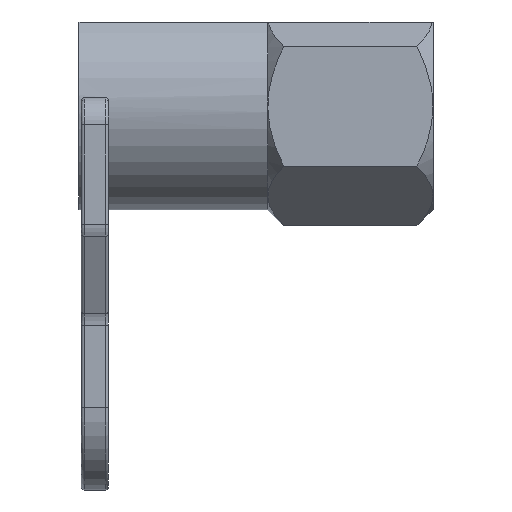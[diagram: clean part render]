
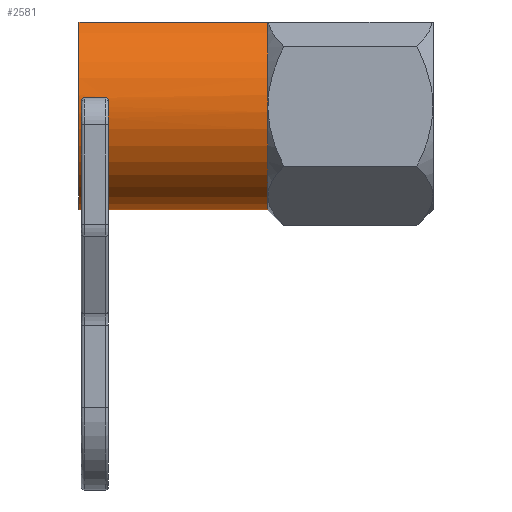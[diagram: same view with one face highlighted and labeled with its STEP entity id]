
A CAD part, left-side view. The second image highlights one B-rep face of the part: STEP entity #2581.
In plain terms, the highlighted cylindrical face has radius 17.537 mm (diameter 35.074 mm), a partial arc.
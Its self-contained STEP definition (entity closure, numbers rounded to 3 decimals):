
#325 = VERTEX_POINT ( 'NONE', #597 ) ;
#326 = ORIENTED_EDGE ( 'NONE', *, *, #327, .T. ) ;
#327 = EDGE_CURVE ( 'NONE', #325, #328, #1160, .T. ) ;
#328 = VERTEX_POINT ( 'NONE', #1159 ) ;
#329 = ORIENTED_EDGE ( 'NONE', *, *, #330, .T. ) ;
#330 = EDGE_CURVE ( 'NONE', #328, #2560, #1158, .T. ) ;
#331 = EDGE_LOOP ( 'NONE', ( #332, #336, #339, #342 ) ) ;
#332 = ORIENTED_EDGE ( 'NONE', *, *, #333, .F. ) ;
#333 = EDGE_CURVE ( 'NONE', #334, #335, #1147, .T. ) ;
#334 = VERTEX_POINT ( 'NONE', #1142 ) ;
#335 = VERTEX_POINT ( 'NONE', #1141 ) ;
#336 = ORIENTED_EDGE ( 'NONE', *, *, #337, .T. ) ;
#337 = EDGE_CURVE ( 'NONE', #334, #338, #1140, .T. ) ;
#338 = VERTEX_POINT ( 'NONE', #1136 ) ;
#339 = ORIENTED_EDGE ( 'NONE', *, *, #340, .T. ) ;
#340 = EDGE_CURVE ( 'NONE', #338, #341, #1135, .T. ) ;
#341 = VERTEX_POINT ( 'NONE', #1189 ) ;
#342 = ORIENTED_EDGE ( 'NONE', *, *, #343, .T. ) ;
#343 = EDGE_CURVE ( 'NONE', #341, #335, #1188, .T. ) ;
#597 = CARTESIAN_POINT ( 'NONE',  ( -17.473, 55.5, 1.5 ) ) ;
#1134 = AXIS2_PLACEMENT_3D ( 'NONE', #1192, #1191, #1190 ) ;
#1135 = CIRCLE ( 'NONE', #1134, 17.537 ) ;
#1136 = CARTESIAN_POINT ( 'NONE',  ( 0., 28., -17.537 ) ) ;
#1137 = DIRECTION ( 'NONE',  ( 0., -1., 0. ) ) ;
#1138 = VECTOR ( 'NONE', #1137, 1000. ) ;
#1139 = CARTESIAN_POINT ( 'NONE',  ( 0., 60., -17.537 ) ) ;
#1140 = LINE ( 'NONE', #1139, #1138 ) ;
#1141 = CARTESIAN_POINT ( 'NONE',  ( -10.133, 60., 14.313 ) ) ;
#1142 = CARTESIAN_POINT ( 'NONE',  ( 0., 60., -17.537 ) ) ;
#1143 = DIRECTION ( 'NONE',  ( 0., 0., 1. ) ) ;
#1144 = DIRECTION ( 'NONE',  ( 0., 1., 0. ) ) ;
#1145 = CARTESIAN_POINT ( 'NONE',  ( 0., 60., 0. ) ) ;
#1146 = AXIS2_PLACEMENT_3D ( 'NONE', #1145, #1144, #1143 ) ;
#1147 = CIRCLE ( 'NONE', #1146, 17.537 ) ;
#1148 = DIRECTION ( 'NONE',  ( 0., 0., 1. ) ) ;
#1149 = DIRECTION ( 'NONE',  ( 0., -1., 0. ) ) ;
#1150 = CARTESIAN_POINT ( 'NONE',  ( 0., 55., 0. ) ) ;
#1151 = AXIS2_PLACEMENT_3D ( 'NONE', #1150, #1149, #1148 ) ;
#1152 = CARTESIAN_POINT ( 'NONE',  ( -17.51, 55., 0.967 ) ) ;
#1153 = CARTESIAN_POINT ( 'NONE',  ( -17.503, 55., 1.104 ) ) ;
#1154 = CARTESIAN_POINT ( 'NONE',  ( -17.493, 55.05, 1.238 ) ) ;
#1155 = CARTESIAN_POINT ( 'NONE',  ( -17.478, 55.231, 1.438 ) ) ;
#1156 = CARTESIAN_POINT ( 'NONE',  ( -17.473, 55.363, 1.5 ) ) ;
#1157 = CARTESIAN_POINT ( 'NONE',  ( -17.473, 55.5, 1.5 ) ) ;
#1158 = CIRCLE ( 'NONE', #1151, 17.537 ) ;
#1159 = CARTESIAN_POINT ( 'NONE',  ( -17.51, 55., 0.967 ) ) ;
#1160 = B_SPLINE_CURVE_WITH_KNOTS ( 'NONE', 3,
 ( #1157, #1156, #1155, #1154, #1153, #1152 ),
 .UNSPECIFIED., .F., .F.,
 ( 4, 2, 4 ),
 ( 0., 0., 0.001 ),
 .UNSPECIFIED. ) ;
#1185 = DIRECTION ( 'NONE',  ( 0., 1., 0. ) ) ;
#1186 = VECTOR ( 'NONE', #1185, 1000. ) ;
#1187 = CARTESIAN_POINT ( 'NONE',  ( -10.133, 28., 14.313 ) ) ;
#1188 = LINE ( 'NONE', #1187, #1186 ) ;
#1189 = CARTESIAN_POINT ( 'NONE',  ( -10.133, 28., 14.313 ) ) ;
#1190 = DIRECTION ( 'NONE',  ( 0., 0., 1. ) ) ;
#1191 = DIRECTION ( 'NONE',  ( 0., 1., 0. ) ) ;
#1192 = CARTESIAN_POINT ( 'NONE',  ( 0., 28., 0. ) ) ;
#1548 = DIRECTION ( 'NONE',  ( 0., -1., 0. ) ) ;
#1549 = CARTESIAN_POINT ( 'NONE',  ( 0., 59.6, 0. ) ) ;
#1550 = AXIS2_PLACEMENT_3D ( 'NONE', #1549, #1548, #1603 ) ;
#1551 = CIRCLE ( 'NONE', #1550, 17.537 ) ;
#1552 = CARTESIAN_POINT ( 'NONE',  ( -17.473, 59.1, 1.5 ) ) ;
#1553 = CARTESIAN_POINT ( 'NONE',  ( -17.473, 59.237, 1.5 ) ) ;
#1554 = CARTESIAN_POINT ( 'NONE',  ( -17.478, 59.369, 1.438 ) ) ;
#1555 = CARTESIAN_POINT ( 'NONE',  ( -17.493, 59.551, 1.238 ) ) ;
#1556 = CARTESIAN_POINT ( 'NONE',  ( -17.503, 59.6, 1.104 ) ) ;
#1557 = CARTESIAN_POINT ( 'NONE',  ( -17.51, 59.6, 0.967 ) ) ;
#1558 = CARTESIAN_POINT ( 'NONE',  ( -17.422, 55., -2. ) ) ;
#1559 = B_SPLINE_CURVE_WITH_KNOTS ( 'NONE', 3,
 ( #1557, #1556, #1555, #1554, #1553, #1552 ),
 .UNSPECIFIED., .F., .F.,
 ( 4, 2, 4 ),
 ( 0., 0., 0.001 ),
 .UNSPECIFIED. ) ;
#1560 = DIRECTION ( 'NONE',  ( 0., -1., 0. ) ) ;
#1561 = VECTOR ( 'NONE', #1560, 1000. ) ;
#1562 = CARTESIAN_POINT ( 'NONE',  ( -17.473, 59.6, 1.5 ) ) ;
#1563 = LINE ( 'NONE', #1562, #1561 ) ;
#1564 = CARTESIAN_POINT ( 'NONE',  ( -17.473, 59.1, 1.5 ) ) ;
#1565 = DIRECTION ( 'NONE',  ( 0., 1., 0. ) ) ;
#1566 = VECTOR ( 'NONE', #1565, 1000. ) ;
#1567 = CARTESIAN_POINT ( 'NONE',  ( -17.422, -0.001, -2. ) ) ;
#1568 = LINE ( 'NONE', #1567, #1566 ) ;
#1574 = CARTESIAN_POINT ( 'NONE',  ( -17.51, 59.6, 0.967 ) ) ;
#1601 = CARTESIAN_POINT ( 'NONE',  ( -17.422, 59.6, -2. ) ) ;
#1603 = DIRECTION ( 'NONE',  ( 0., 0., 1. ) ) ;
#1616 = DIRECTION ( 'NONE',  ( 0., 0., -1. ) ) ;
#1617 = DIRECTION ( 'NONE',  ( 0., -1., 0. ) ) ;
#1618 = CARTESIAN_POINT ( 'NONE',  ( 0., 60., 0. ) ) ;
#1619 = AXIS2_PLACEMENT_3D ( 'NONE', #1618, #1617, #1616 ) ;
#1620 = CYLINDRICAL_SURFACE ( 'NONE', #1619, 17.537 ) ;
#1621 = FACE_OUTER_BOUND ( 'NONE', #331, .T. ) ;
#1622 = FACE_BOUND ( 'NONE', #2571, .T. ) ;
#2551 = VERTEX_POINT ( 'NONE', #1574 ) ;
#2552 = ORIENTED_EDGE ( 'NONE', *, *, #2558, .T. ) ;
#2553 = ORIENTED_EDGE ( 'NONE', *, *, #2559, .T. ) ;
#2555 = EDGE_CURVE ( 'NONE', #2560, #2564, #1568, .T. ) ;
#2556 = VERTEX_POINT ( 'NONE', #1564 ) ;
#2557 = ORIENTED_EDGE ( 'NONE', *, *, #2555, .T. ) ;
#2558 = EDGE_CURVE ( 'NONE', #2556, #325, #1563, .T. ) ;
#2559 = EDGE_CURVE ( 'NONE', #2551, #2556, #1559, .T. ) ;
#2560 = VERTEX_POINT ( 'NONE', #1558 ) ;
#2561 = ORIENTED_EDGE ( 'NONE', *, *, #2562, .F. ) ;
#2562 = EDGE_CURVE ( 'NONE', #2551, #2564, #1551, .T. ) ;
#2564 = VERTEX_POINT ( 'NONE', #1601 ) ;
#2571 = EDGE_LOOP ( 'NONE', ( #2557, #2561, #2553, #2552, #326, #329 ) ) ;
#2581 = ADVANCED_FACE ( 'NONE', ( #1622, #1621 ), #1620, .T. ) ;
